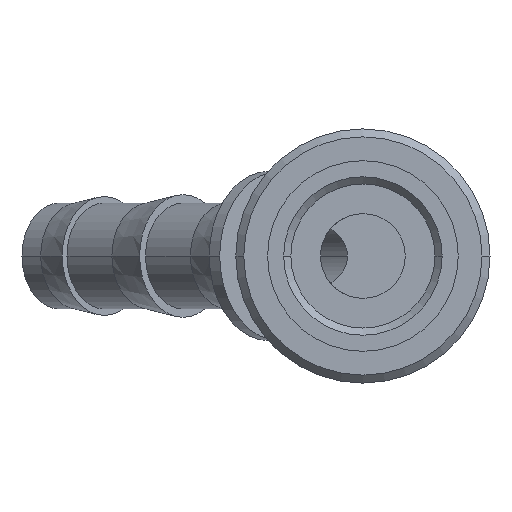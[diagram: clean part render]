
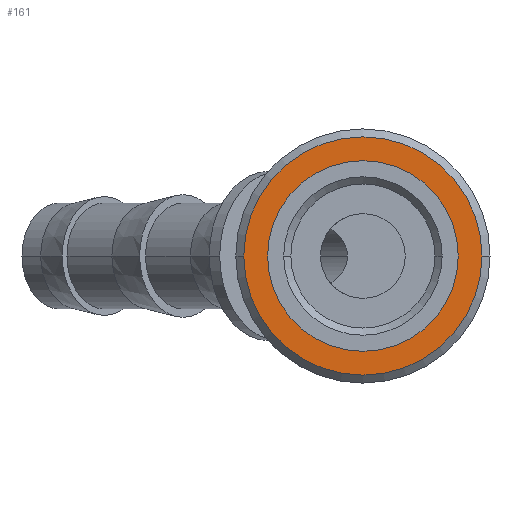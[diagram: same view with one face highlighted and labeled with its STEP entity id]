
A CAD part, front view. The second image highlights one B-rep face of the part: STEP entity #161.
In plain terms, the highlighted planar face has unit normal (0, -1, 0).
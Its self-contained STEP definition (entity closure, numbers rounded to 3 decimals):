
#161=ADVANCED_FACE('',(#352,#353),#354,.T.);
#352=FACE_BOUND('',#573,.T.);
#353=FACE_OUTER_BOUND('',#574,.T.);
#354=PLANE('',#575);
#573=EDGE_LOOP('',(#965,#966));
#574=EDGE_LOOP('',(#967,#968));
#575=AXIS2_PLACEMENT_3D('',#969,#970,#971);
#965=ORIENTED_EDGE('',*,*,#1364,.T.);
#966=ORIENTED_EDGE('',*,*,#1362,.T.);
#967=ORIENTED_EDGE('',*,*,#1348,.F.);
#968=ORIENTED_EDGE('',*,*,#1353,.F.);
#969=CARTESIAN_POINT('',(5.625,0.1,0.0));
#970=DIRECTION('',(-0.0,-1.0,-0.0));
#971=DIRECTION('',(-1.0,0.0,0.0));
#1348=EDGE_CURVE('',#1619,#1622,#1623,.T.);
#1353=EDGE_CURVE('',#1622,#1619,#1629,.T.);
#1362=EDGE_CURVE('',#1637,#1641,#1643,.T.);
#1364=EDGE_CURVE('',#1641,#1637,#1645,.T.);
#1619=VERTEX_POINT('',#2053);
#1622=VERTEX_POINT('',#2057);
#1623=CIRCLE('',#2058,11.25);
#1629=CIRCLE('',#2065,11.25);
#1637=VERTEX_POINT('',#2075);
#1641=VERTEX_POINT('',#2080);
#1643=CIRCLE('',#2083,9.0);
#1645=CIRCLE('',#2085,9.0);
#2053=CARTESIAN_POINT('',(11.25,0.1,0.0));
#2057=CARTESIAN_POINT('',(-11.25,0.1,0.));
#2058=AXIS2_PLACEMENT_3D('',#2387,#2388,#2389);
#2065=AXIS2_PLACEMENT_3D('',#2397,#2398,#2399);
#2075=CARTESIAN_POINT('',(9.0,0.1,0.));
#2080=CARTESIAN_POINT('',(-9.0,0.1,0.));
#2083=AXIS2_PLACEMENT_3D('',#2410,#2411,#2412);
#2085=AXIS2_PLACEMENT_3D('',#2413,#2414,#2415);
#2387=CARTESIAN_POINT('',(0.0,0.1,0.0));
#2388=DIRECTION('',(-0.0,1.0,0.0));
#2389=DIRECTION('',(1.0,0.0,0.0));
#2397=CARTESIAN_POINT('',(0.0,0.1,0.0));
#2398=DIRECTION('',(-0.0,1.0,0.0));
#2399=DIRECTION('',(1.0,0.0,0.0));
#2410=CARTESIAN_POINT('',(0.0,0.1,0.0));
#2411=DIRECTION('',(-0.0,1.0,0.0));
#2412=DIRECTION('',(1.0,0.0,0.0));
#2413=CARTESIAN_POINT('',(0.0,0.1,0.0));
#2414=DIRECTION('',(-0.0,1.0,0.0));
#2415=DIRECTION('',(1.0,0.0,0.0));
